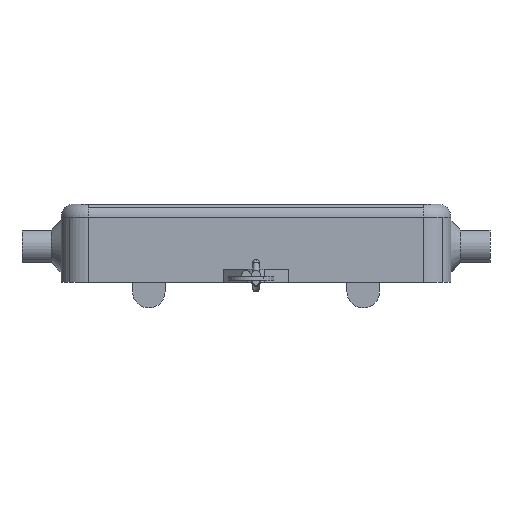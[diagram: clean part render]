
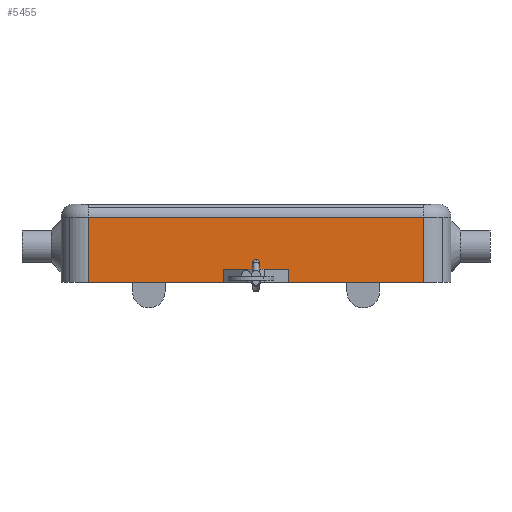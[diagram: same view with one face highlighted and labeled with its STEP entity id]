
A CAD part, front view. The second image highlights one B-rep face of the part: STEP entity #5455.
In plain terms, the highlighted planar face has unit normal (0, -1, 0).
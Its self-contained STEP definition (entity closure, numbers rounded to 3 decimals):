
#1891=CARTESIAN_POINT('',(-25.7,-21.5,0.0));
#1892=VERTEX_POINT('',#1891);
#1900=CARTESIAN_POINT('',(-25.7,-21.5,10.));
#1901=VERTEX_POINT('',#1900);
#1902=CARTESIAN_POINT('',(-25.7,-21.5,0.0));
#1903=DIRECTION('',(0.0,0.0,1.0));
#1904=VECTOR('',#1903,10.);
#1905=LINE('',#1902,#1904);
#1906=EDGE_CURVE('',#1892,#1901,#1905,.T.);
#4798=CARTESIAN_POINT('',(25.7,-21.5,10.));
#4799=VERTEX_POINT('',#4798);
#4800=CARTESIAN_POINT('',(-25.7,-21.5,10.));
#4801=DIRECTION('',(1.0,0.0,0.0));
#4802=VECTOR('',#4801,51.4);
#4803=LINE('',#4800,#4802);
#4804=EDGE_CURVE('',#1901,#4799,#4803,.T.);
#4850=CARTESIAN_POINT('',(25.7,-21.5,0.0));
#4851=VERTEX_POINT('',#4850);
#4852=CARTESIAN_POINT('',(25.7,-21.5,10.));
#4853=DIRECTION('',(0.0,0.0,-1.0));
#4854=VECTOR('',#4853,10.);
#4855=LINE('',#4852,#4854);
#4856=EDGE_CURVE('',#4799,#4851,#4855,.T.);
#5156=CARTESIAN_POINT('',(-5.0,-21.5,2.0));
#5157=VERTEX_POINT('',#5156);
#5164=CARTESIAN_POINT('',(-5.0,-21.5,0.0));
#5165=VERTEX_POINT('',#5164);
#5166=CARTESIAN_POINT('',(-5.0,-21.5,0.0));
#5167=DIRECTION('',(0.0,0.0,1.0));
#5168=VECTOR('',#5167,2.0);
#5169=LINE('',#5166,#5168);
#5170=EDGE_CURVE('',#5165,#5157,#5169,.T.);
#5187=CARTESIAN_POINT('',(5.0,-21.5,2.0));
#5188=VERTEX_POINT('',#5187);
#5196=CARTESIAN_POINT('',(5.0,-21.5,0.0));
#5197=VERTEX_POINT('',#5196);
#5204=CARTESIAN_POINT('',(5.0,-21.5,2.0));
#5205=DIRECTION('',(0.0,0.0,-1.0));
#5206=VECTOR('',#5205,2.0);
#5207=LINE('',#5204,#5206);
#5208=EDGE_CURVE('',#5188,#5197,#5207,.T.);
#5220=CARTESIAN_POINT('',(-5.0,-21.5,2.0));
#5221=DIRECTION('',(1.0,0.0,0.0));
#5222=VECTOR('',#5221,10.0);
#5223=LINE('',#5220,#5222);
#5224=EDGE_CURVE('',#5157,#5188,#5223,.T.);
#5430=CARTESIAN_POINT('',(30.0,-21.5,0.0));
#5431=DIRECTION('',(0.0,-1.0,0.0));
#5432=DIRECTION('',(0.0,0.0,-1.0));
#5433=AXIS2_PLACEMENT_3D('',#5430,#5431,#5432);
#5434=PLANE('',#5433);
#5435=ORIENTED_EDGE('',*,*,#1906,.F.);
#5436=CARTESIAN_POINT('',(-5.0,-21.5,0.0));
#5437=DIRECTION('',(-1.0,0.0,0.0));
#5438=VECTOR('',#5437,20.7);
#5439=LINE('',#5436,#5438);
#5440=EDGE_CURVE('',#5165,#1892,#5439,.T.);
#5441=ORIENTED_EDGE('',*,*,#5440,.F.);
#5442=ORIENTED_EDGE('',*,*,#5170,.T.);
#5443=ORIENTED_EDGE('',*,*,#5224,.T.);
#5444=ORIENTED_EDGE('',*,*,#5208,.T.);
#5445=CARTESIAN_POINT('',(25.7,-21.5,0.0));
#5446=DIRECTION('',(-1.0,0.0,0.0));
#5447=VECTOR('',#5446,20.7);
#5448=LINE('',#5445,#5447);
#5449=EDGE_CURVE('',#4851,#5197,#5448,.T.);
#5450=ORIENTED_EDGE('',*,*,#5449,.F.);
#5451=ORIENTED_EDGE('',*,*,#4856,.F.);
#5452=ORIENTED_EDGE('',*,*,#4804,.F.);
#5453=EDGE_LOOP('',(#5435,#5441,#5442,#5443,#5444,#5450,#5451,#5452));
#5454=FACE_OUTER_BOUND('',#5453,.T.);
#5455=ADVANCED_FACE('',(#5454),#5434,.T.);
